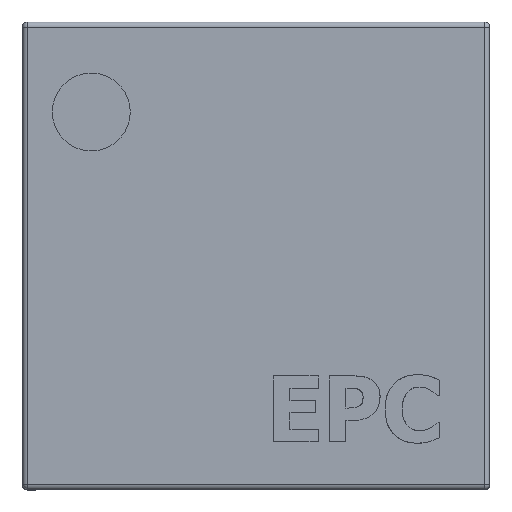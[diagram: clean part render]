
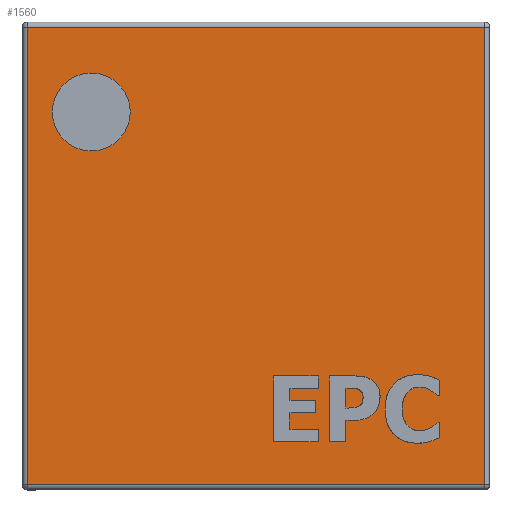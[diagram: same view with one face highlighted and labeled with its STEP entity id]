
A CAD part, top view. The second image highlights one B-rep face of the part: STEP entity #1560.
In plain terms, the highlighted planar face has unit normal (0, 0, 1).
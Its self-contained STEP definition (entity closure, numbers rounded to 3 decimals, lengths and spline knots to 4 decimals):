
#155=PLANE('',#1839);
#211=LINE('',#2370,#348);
#213=LINE('',#2378,#350);
#215=LINE('',#2388,#352);
#217=LINE('',#2397,#354);
#348=VECTOR('',#2012,10.);
#350=VECTOR('',#2020,10.);
#352=VECTOR('',#2032,10.);
#354=VECTOR('',#2044,10.);
#515=FACE_OUTER_BOUND('',#610,.T.);
#610=EDGE_LOOP('',(#1200,#1201,#1202,#1203));
#734=VERTEX_POINT('',#2363);
#737=VERTEX_POINT('',#2368);
#740=VERTEX_POINT('',#2376);
#743=VERTEX_POINT('',#2386);
#895=EDGE_CURVE('',#737,#734,#211,.T.);
#899=EDGE_CURVE('',#740,#737,#213,.T.);
#904=EDGE_CURVE('',#743,#740,#215,.T.);
#909=EDGE_CURVE('',#734,#743,#217,.T.);
#1200=ORIENTED_EDGE('',*,*,#895,.F.);
#1201=ORIENTED_EDGE('',*,*,#899,.F.);
#1202=ORIENTED_EDGE('',*,*,#904,.F.);
#1203=ORIENTED_EDGE('',*,*,#909,.F.);
#1560=ADVANCED_FACE('',(#515),#155,.T.);
#1839=AXIS2_PLACEMENT_3D('',#2420,#2072,#2073);
#2012=DIRECTION('',(0.,1.,0.));
#2020=DIRECTION('',(-1.,0.,0.));
#2032=DIRECTION('',(0.,-1.,0.));
#2044=DIRECTION('',(1.,0.,0.));
#2072=DIRECTION('center_axis',(0.,0.,1.));
#2073=DIRECTION('ref_axis',(1.,0.,0.));
#2363=CARTESIAN_POINT('',(-0.44,0.44,0.55));
#2368=CARTESIAN_POINT('',(-0.44,-0.44,0.55));
#2370=CARTESIAN_POINT('',(-0.44,0.22,0.55));
#2376=CARTESIAN_POINT('',(0.44,-0.44,0.55));
#2378=CARTESIAN_POINT('',(-0.22,-0.44,0.55));
#2386=CARTESIAN_POINT('',(0.44,0.44,0.55));
#2388=CARTESIAN_POINT('',(0.44,-0.22,0.55));
#2397=CARTESIAN_POINT('',(0.22,0.44,0.55));
#2420=CARTESIAN_POINT('Origin',(0.,0.,
0.55));
